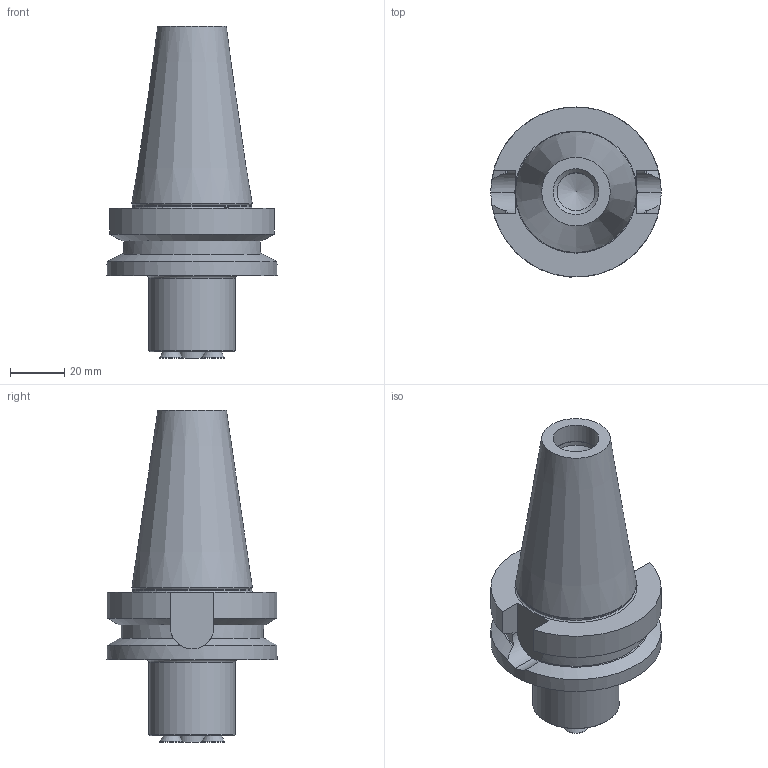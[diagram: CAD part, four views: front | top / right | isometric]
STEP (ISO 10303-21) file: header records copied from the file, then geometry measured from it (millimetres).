
FILE_DESCRIPTION(/* description */ ('3-D model version:1'),/* implementation_level */ '2;1');
FILE_NAME(/* name */ 'B40-X10-032-055',/* time_stamp */ '2016-12-02T14:03:02',/* author */ ('CappDp'),/* organization */ ('AB Sandvik Coromant'),/* preprocessor_version */ 'ST-DEVELOPER v15',/* originating_system */ 'SIEMENS PLM Software NX 8.5',/* authorization */ '');
FILE_SCHEMA(('AUTOMOTIVE_DESIGN'));
Length unit declared in the file: millimetre
Products named in the file (1): 3452_1_3D
Bounding box: 62.98 x 62.89 x 122.8 mm (x, y, z)
Volume: 150266.5 mm3; surface area: 23823.4 mm2
Topology: 1 solids, 1 shells, 63 faces, 146 edges, 91 vertices
Faces by surface type: plane 24, cylinder 23, cone 14, torus 2
Full cylindrical faces by diameter (mm): 5.994 x4, 8.6 x4, 9.995 x1, 14 x1, 17.014 x1, 17.413 x1, 32 x1, 44 x1, 62.977 x1
Entity records: 1712 total; most frequent: CARTESIAN_POINT 314, DIRECTION 288, ORIENTED_EDGE 226, AXIS2_PLACEMENT_3D 124, EDGE_CURVE 113, EDGE_LOOP 96, VERTEX_POINT 86, FACE_BOUND 64
